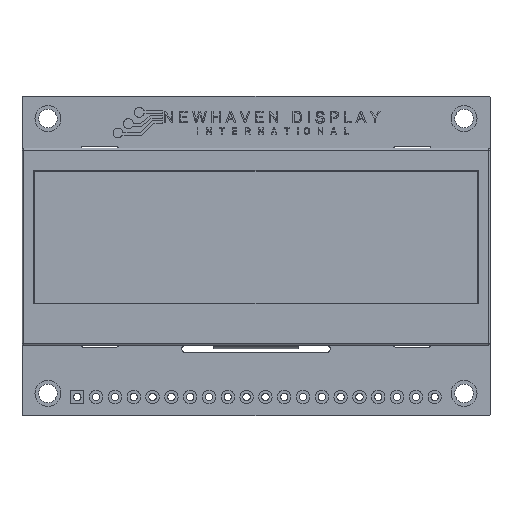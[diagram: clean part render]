
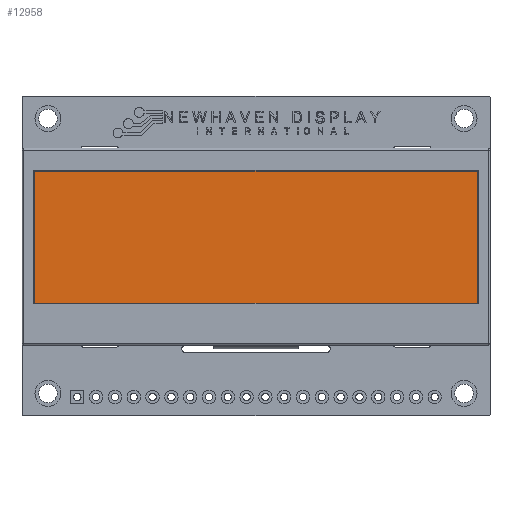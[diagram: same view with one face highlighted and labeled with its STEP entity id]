
A CAD part, top view. The second image highlights one B-rep face of the part: STEP entity #12958.
In plain terms, the highlighted planar face has unit normal (0, 0, 1).
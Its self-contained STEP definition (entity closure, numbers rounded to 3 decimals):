
#1173=CIRCLE('',#14409,0.012);
#1175=CIRCLE('',#14413,0.012);
#1177=CIRCLE('',#14417,0.012);
#1179=CIRCLE('',#14421,0.012);
#1541=FACE_OUTER_BOUND('',#2441,.T.);
#2441=EDGE_LOOP('',(#10063,#10064,#10065,#10066,#10067,#10068,#10069,#10070));
#3231=LINE('',#20037,#4485);
#3235=LINE('',#20049,#4489);
#3239=LINE('',#20061,#4493);
#3243=LINE('',#20073,#4497);
#4485=VECTOR('',#16684,10.);
#4489=VECTOR('',#16696,10.);
#4493=VECTOR('',#16708,10.);
#4497=VECTOR('',#16720,10.);
#5933=VERTEX_POINT('',#20034);
#5934=VERTEX_POINT('',#20036);
#5936=VERTEX_POINT('',#20042);
#5938=VERTEX_POINT('',#20048);
#5940=VERTEX_POINT('',#20054);
#5942=VERTEX_POINT('',#20060);
#5944=VERTEX_POINT('',#20066);
#5946=VERTEX_POINT('',#20072);
#7415=EDGE_CURVE('',#5934,#5933,#3231,.T.);
#7418=EDGE_CURVE('',#5936,#5934,#1173,.T.);
#7421=EDGE_CURVE('',#5938,#5936,#3235,.T.);
#7424=EDGE_CURVE('',#5940,#5938,#1175,.T.);
#7427=EDGE_CURVE('',#5942,#5940,#3239,.T.);
#7430=EDGE_CURVE('',#5944,#5942,#1177,.T.);
#7433=EDGE_CURVE('',#5946,#5944,#3243,.T.);
#7436=EDGE_CURVE('',#5933,#5946,#1179,.T.);
#10063=ORIENTED_EDGE('',*,*,#7436,.T.);
#10064=ORIENTED_EDGE('',*,*,#7433,.T.);
#10065=ORIENTED_EDGE('',*,*,#7430,.T.);
#10066=ORIENTED_EDGE('',*,*,#7427,.T.);
#10067=ORIENTED_EDGE('',*,*,#7424,.T.);
#10068=ORIENTED_EDGE('',*,*,#7421,.T.);
#10069=ORIENTED_EDGE('',*,*,#7418,.T.);
#10070=ORIENTED_EDGE('',*,*,#7415,.T.);
#12284=PLANE('',#14422);
#12958=ADVANCED_FACE('',(#1541),#12284,.T.);
#14409=AXIS2_PLACEMENT_3D('',#20043,#16690,#16691);
#14413=AXIS2_PLACEMENT_3D('',#20055,#16702,#16703);
#14417=AXIS2_PLACEMENT_3D('',#20067,#16714,#16715);
#14421=AXIS2_PLACEMENT_3D('',#20077,#16726,#16727);
#14422=AXIS2_PLACEMENT_3D('',#20078,#16728,#16729);
#16684=DIRECTION('',(1.,0.,0.));
#16690=DIRECTION('center_axis',(0.,0.,1.));
#16691=DIRECTION('ref_axis',(-1.,0.,0.));
#16696=DIRECTION('',(0.,-1.,0.));
#16702=DIRECTION('center_axis',(0.,0.,1.));
#16703=DIRECTION('ref_axis',(0.,1.,0.));
#16708=DIRECTION('',(-1.,0.,0.));
#16714=DIRECTION('center_axis',(0.,0.,1.));
#16715=DIRECTION('ref_axis',(1.,0.,0.));
#16720=DIRECTION('',(0.,1.,0.));
#16726=DIRECTION('center_axis',(0.,0.,1.));
#16727=DIRECTION('ref_axis',(0.,-1.,0.));
#16728=DIRECTION('center_axis',(0.,0.,1.));
#16729=DIRECTION('ref_axis',(1.,0.,0.));
#20034=CARTESIAN_POINT('',(44.9,-8.912,0.1));
#20036=CARTESIAN_POINT('',(-14.9,-8.912,0.1));
#20037=CARTESIAN_POINT('',(-14.9,-8.912,0.1));
#20042=CARTESIAN_POINT('',(-14.912,-8.9,0.1));
#20043=CARTESIAN_POINT('Origin',(-14.9,-8.9,0.1));
#20048=CARTESIAN_POINT('',(-14.912,8.9,0.1));
#20049=CARTESIAN_POINT('',(-14.912,8.9,0.1));
#20054=CARTESIAN_POINT('',(-14.9,8.912,0.1));
#20055=CARTESIAN_POINT('Origin',(-14.9,8.9,0.1));
#20060=CARTESIAN_POINT('',(44.9,8.912,0.1));
#20061=CARTESIAN_POINT('',(44.9,8.912,0.1));
#20066=CARTESIAN_POINT('',(44.912,8.9,0.1));
#20067=CARTESIAN_POINT('Origin',(44.9,8.9,0.1));
#20072=CARTESIAN_POINT('',(44.912,-8.9,0.1));
#20073=CARTESIAN_POINT('',(44.912,-8.9,0.1));
#20077=CARTESIAN_POINT('Origin',(44.9,-8.9,0.1));
#20078=CARTESIAN_POINT('Origin',(15.,0.,0.1));
